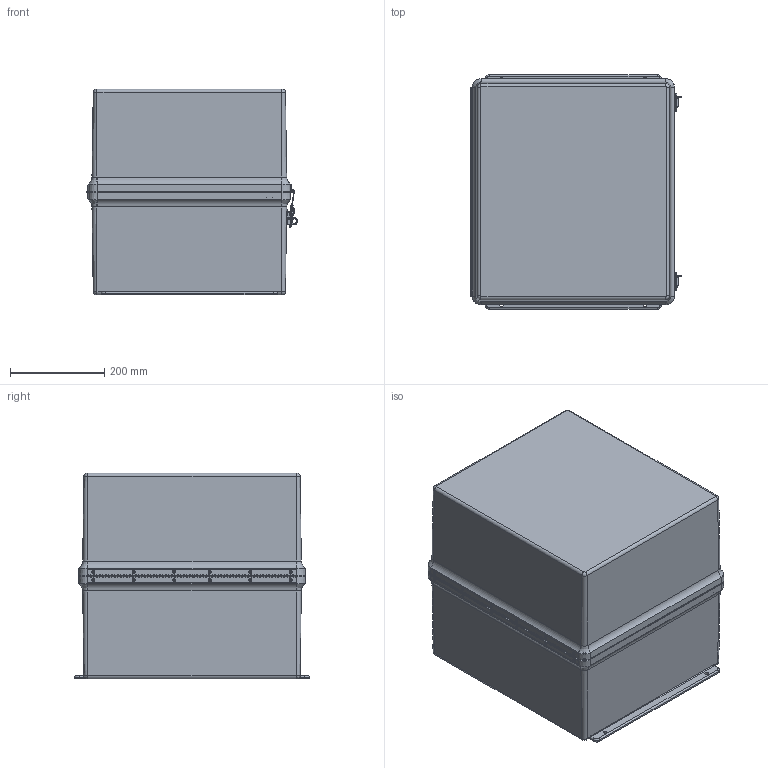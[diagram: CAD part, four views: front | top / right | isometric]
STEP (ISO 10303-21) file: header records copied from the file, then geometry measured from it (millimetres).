
FILE_DESCRIPTION(/* description */ (''),/* implementation_level */ '2;1');
FILE_NAME(/* name */ 'HW-J181617XD.stp',/* time_stamp */ '2014-04-17T09:57:15-05:00',/* author */ ('jtigges'),/* organization */ (''),/* preprocessor_version */ 'ST-DEVELOPER v15.2',/* originating_system */ 'Autodesk Inventor 2014',/* authorisation */ '');
FILE_SCHEMA (('AUTOMOTIVE_DESIGN { 1 0 10303 214 3 1 1 }'));
Products named in the file (32): J1816SSH; RMINS45821P_145; RMINS45821P_146; RMINS45821P_147; RMINS45821P_148; J1816BSSH; RMRIV43; JONEA; SSHONEB; JONEC; JONED; JONEE; JONEF; JONEG; JONEH; SSHONEI; SSHONE; RMLATSSH; RMALIGNCLIP; RMHINGCOVSSH17.5; RMHINGPIN17.5; RMHINGBOXSSH17.5; RMHINGSSH1816; J1816SSHCOV; GASKET_SSH_1816; J1816BSSHCOV; RMINS45821P_149; RMINS45821P_150; RMINS45821P_151; RMINS45821P_152; RMKEEPSSHLL150; J181617SSH_STP
Bounding box: 448.94 x 498.48 x 436.49 mm (x, y, z)
Volume: 5947251.2 mm3; surface area: 2375698 mm2
Topology: 62 solids, 62 shells, 1739 faces, 4285 edges, 2734 vertices
Faces by surface type: plane 710, cylinder 673, bspline 182, cone 76, torus 72, sphere 26
Full cylindrical faces by diameter (mm): 2.159 x71, 2.4 x2, 2.7 x4, 3 x2, 3.175 x24, 3.25 x2, 3.302 x4, 3.454 x12, 3.5 x2, 3.556 x28, 3.861 x16, 3.962 x8, 4.2 x4, 4.7 x2, 4.9 x2, 5 x4, 5.3 x2, 5.537 x8, 6.35 x24, 6.858 x8, 9.55 x2, 13.3 x2, 13.5 x2
Entity records: 51186 total; most frequent: CARTESIAN_POINT 18808, DIRECTION 6839, ORIENTED_EDGE 6212, EDGE_CURVE 3106, AXIS2_PLACEMENT_3D 2635, VERTEX_POINT 2071, EDGE_LOOP 1789, LINE 1569
